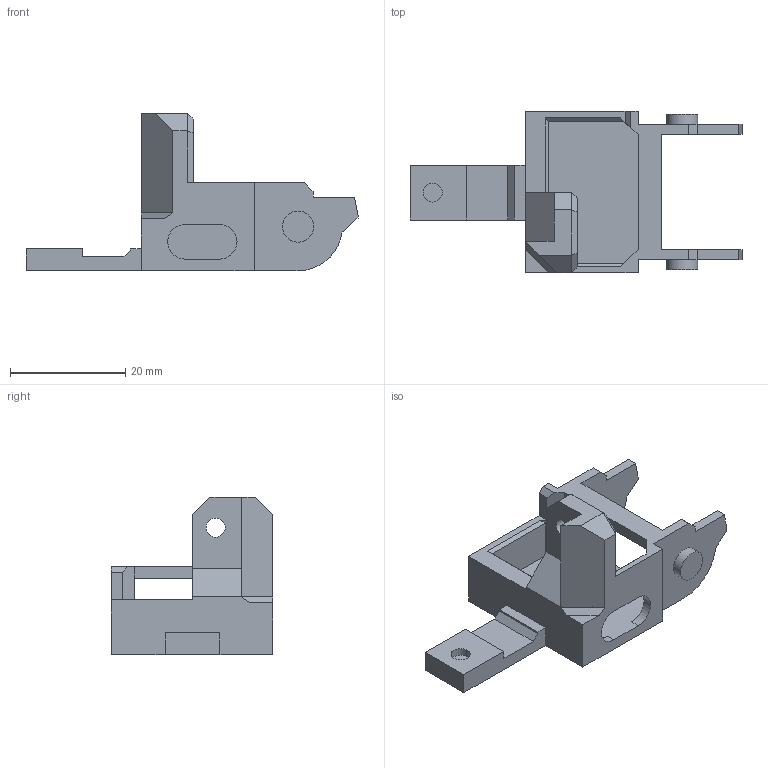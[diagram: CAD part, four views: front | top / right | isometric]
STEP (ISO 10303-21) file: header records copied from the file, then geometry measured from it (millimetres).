
FILE_DESCRIPTION(/* description */ ('','CAx-IF Rec.Pracs.---Representation and Presentation of Product Manufacturing Information (PMI)---3.8---2014-02-18'),/* implementation_level */ '2;1');
FILE_NAME(/* name */ 'XY_BMG_Mount.stp',/* time_stamp */ '2021-03-25T22:34:09+01:00',/* author */ ('Thomas'),/* organization */ (''),/* preprocessor_version */ 'ST-DEVELOPER v16.5',/* originating_system */ 'Autodesk Inventor 2017',/* authorisation */ '');
FILE_SCHEMA (('AP242_MANAGED_MODEL_BASED_3D_ENGINEERING_MIM_LF { 1 0 10303 442 1 1 4 }'));
Length unit declared in the file: millimetre
Products named in the file (1): New_Mod_SBMG_v1
Bounding box: 57.53 x 28 x 27.25 mm (x, y, z)
Volume: 5115.7 mm3; surface area: 5190.3 mm2
Topology: 1 solids, 1 shells, 96 faces, 269 edges, 176 vertices
Faces by surface type: plane 85, cylinder 11
Full cylindrical faces by diameter (mm): 3.3 x2, 5.4 x2, 6.5 x1
Entity records: 3038 total; most frequent: CARTESIAN_POINT 535, ORIENTED_EDGE 526, DIRECTION 480, EDGE_CURVE 263, LINE 240, VECTOR 240, VERTEX_POINT 175, AXIS2_PLACEMENT_3D 120
